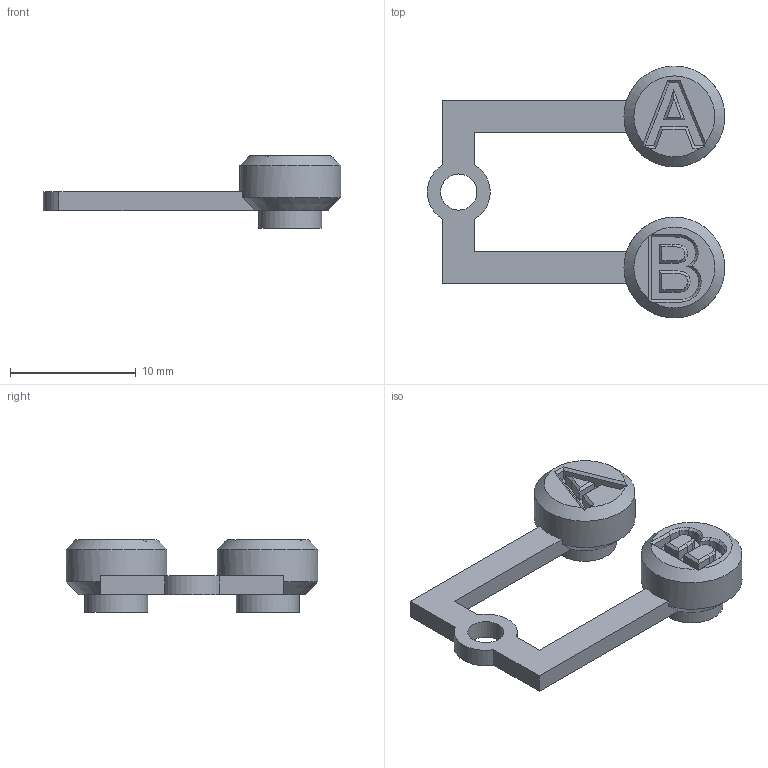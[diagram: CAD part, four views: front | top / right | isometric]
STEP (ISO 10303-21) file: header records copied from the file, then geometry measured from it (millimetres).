
FILE_DESCRIPTION(/* description */ (''),/* implementation_level */ '2;1');
FILE_NAME(/* name */ 'Filament Dryer Cover v39.step',/* time_stamp */ '2023-08-10T13:46:43-07:00',/* author */ (''),/* organization */ (''),/* preprocessor_version */ 'ST-DEVELOPER v20',/* originating_system */ 'Autodesk Translation Framework v12.9.0.99',/* authorisation */ '');
FILE_SCHEMA (('AUTOMOTIVE_DESIGN { 1 0 10303 214 3 1 1 }'));
Length unit declared in the file: millimetre
Products named in the file (2): Filament Dryer Cover; Button Press
Assembly tree (1 placements, depth 2):
  Filament Dryer Cover
    Button Press
Bounding box: 23.62 x 20 x 5.75 mm (x, y, z)
Volume: 589 mm3; surface area: 1051.2 mm2
Topology: 3 solids, 3 shells, 138 faces, 333 edges, 206 vertices
Faces by surface type: plane 73, bspline 52, cylinder 9, cone 4
Full cylindrical faces by diameter (mm): 2.879 x1, 5 x4, 8 x2
Entity records: 5231 total; most frequent: CARTESIAN_POINT 2293, ORIENTED_EDGE 666, DIRECTION 429, EDGE_CURVE 333, VERTEX_POINT 206, LINE 183, VECTOR 183, EDGE_LOOP 145
